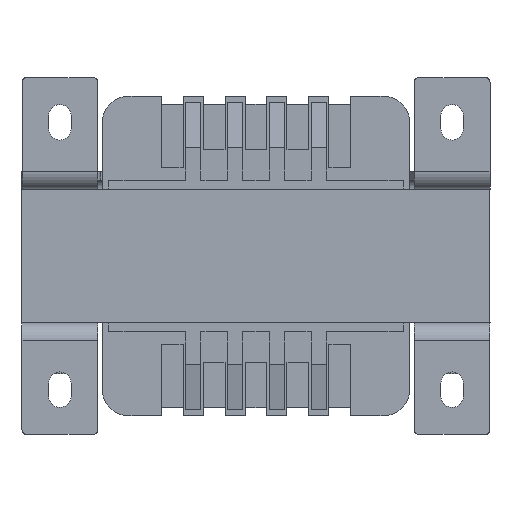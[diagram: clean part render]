
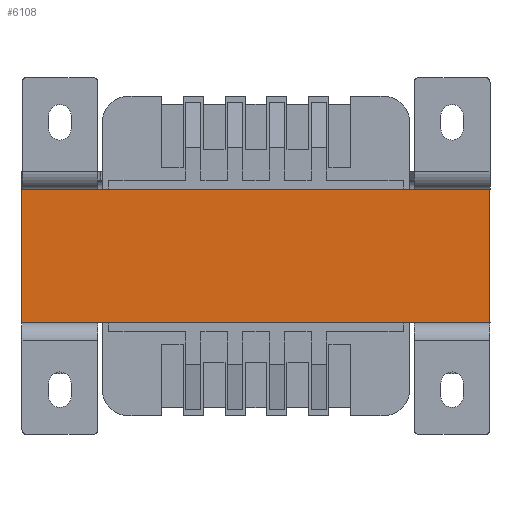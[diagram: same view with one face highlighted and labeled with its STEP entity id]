
A CAD part, front view. The second image highlights one B-rep face of the part: STEP entity #6108.
In plain terms, the highlighted planar face has unit normal (0, -1, 0).
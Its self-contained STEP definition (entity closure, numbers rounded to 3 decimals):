
#249 = CARTESIAN_POINT ( 'NONE',  ( 0., 0., 0. ) ) ;
#371 = DIRECTION ( 'NONE',  ( 1., 0., 0. ) ) ;
#407 = VERTEX_POINT ( 'NONE', #4864 ) ;
#1437 = EDGE_CURVE ( 'NONE', #8883, #407, #4592, .T. ) ;
#2278 = CARTESIAN_POINT ( 'NONE',  ( 105., 0., 30. ) ) ;
#2971 = VECTOR ( 'NONE', #371, 1000. ) ;
#2996 = PLANE ( 'NONE',  #8477 ) ;
#3199 = DIRECTION ( 'NONE',  ( 0., 0., -1. ) ) ;
#3770 = ORIENTED_EDGE ( 'NONE', *, *, #5628, .T. ) ;
#4500 = CARTESIAN_POINT ( 'NONE',  ( 0., 0., 30. ) ) ;
#4546 = DIRECTION ( 'NONE',  ( 1., 0., 0. ) ) ;
#4592 = LINE ( 'NONE', #2278, #6599 ) ;
#4702 = CARTESIAN_POINT ( 'NONE',  ( 105., 0., 30. ) ) ;
#4801 = ORIENTED_EDGE ( 'NONE', *, *, #11078, .F. ) ;
#4864 = CARTESIAN_POINT ( 'NONE',  ( 105., 0., 0. ) ) ;
#5091 = VECTOR ( 'NONE', #4546, 1000. ) ;
#5628 = EDGE_CURVE ( 'NONE', #11669, #11379, #11579, .T. ) ;
#5925 = CARTESIAN_POINT ( 'NONE',  ( 0., 0., 30. ) ) ;
#6108 = ADVANCED_FACE ( 'NONE', ( #6445 ), #2996, .F. ) ;
#6445 = FACE_OUTER_BOUND ( 'NONE', #12550, .T. ) ;
#6599 = VECTOR ( 'NONE', #3199, 1000. ) ;
#6686 = EDGE_CURVE ( 'NONE', #11379, #407, #10676, .T. ) ;
#7245 = DIRECTION ( 'NONE',  ( 0., 1., 0. ) ) ;
#7262 = LINE ( 'NONE', #4500, #2971 ) ;
#7668 = DIRECTION ( 'NONE',  ( 0., 0., -1. ) ) ;
#8477 = AXIS2_PLACEMENT_3D ( 'NONE', #13619, #7245, #10494 ) ;
#8883 = VERTEX_POINT ( 'NONE', #4702 ) ;
#9800 = CARTESIAN_POINT ( 'NONE',  ( 0., 0., 30. ) ) ;
#10494 = DIRECTION ( 'NONE',  ( 0., 0., 1. ) ) ;
#10676 = LINE ( 'NONE', #10957, #5091 ) ;
#10903 = VECTOR ( 'NONE', #7668, 1000. ) ;
#10957 = CARTESIAN_POINT ( 'NONE',  ( 0., 0., 0. ) ) ;
#11078 = EDGE_CURVE ( 'NONE', #11669, #8883, #7262, .T. ) ;
#11170 = ORIENTED_EDGE ( 'NONE', *, *, #6686, .T. ) ;
#11353 = ORIENTED_EDGE ( 'NONE', *, *, #1437, .F. ) ;
#11379 = VERTEX_POINT ( 'NONE', #249 ) ;
#11579 = LINE ( 'NONE', #9800, #10903 ) ;
#11669 = VERTEX_POINT ( 'NONE', #5925 ) ;
#12550 = EDGE_LOOP ( 'NONE', ( #11170, #11353, #4801, #3770 ) ) ;
#13619 = CARTESIAN_POINT ( 'NONE',  ( 0., 0., 30. ) ) ;
